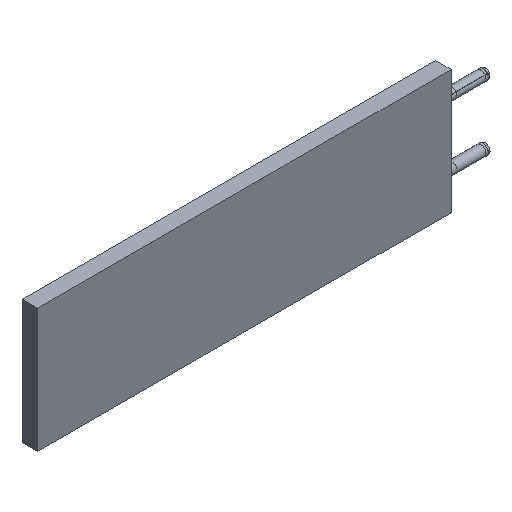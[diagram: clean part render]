
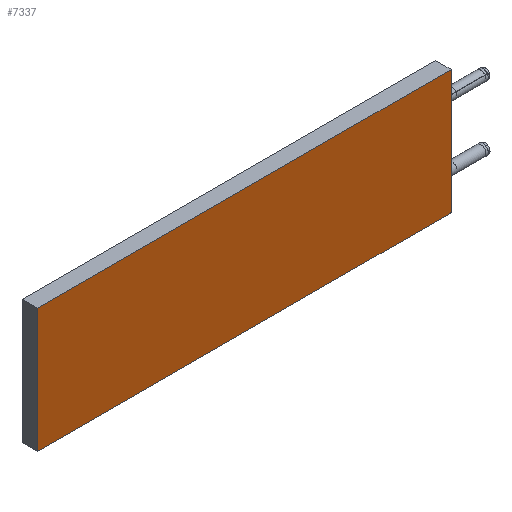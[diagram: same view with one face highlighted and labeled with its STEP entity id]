
A CAD part, isometric view. The second image highlights one B-rep face of the part: STEP entity #7337.
In plain terms, the highlighted planar face has unit normal (0, -1, 0).
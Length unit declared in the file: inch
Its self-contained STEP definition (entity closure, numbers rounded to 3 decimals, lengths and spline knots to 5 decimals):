
#88 = DIRECTION ( 'NONE',  ( 0., 0., -1. ) ) ;
#148 = ORIENTED_EDGE ( 'NONE', *, *, #9166, .F. ) ;
#443 = EDGE_CURVE ( 'NONE', #2005, #9259, #6664, .T. ) ;
#486 = CARTESIAN_POINT ( 'NONE',  ( 0., 0., 0. ) ) ;
#544 = DIRECTION ( 'NONE',  ( 0., 0., -1. ) ) ;
#1742 = DIRECTION ( 'NONE',  ( 1., 0., 0. ) ) ;
#2005 = VERTEX_POINT ( 'NONE', #9861 ) ;
#2511 = ORIENTED_EDGE ( 'NONE', *, *, #5791, .F. ) ;
#2672 = DIRECTION ( 'NONE',  ( 0., 0., 1. ) ) ;
#2727 = VECTOR ( 'NONE', #1742, 39.37008 ) ;
#2840 = VECTOR ( 'NONE', #6513, 39.37008 ) ;
#3892 = PLANE ( 'NONE',  #7904 ) ;
#4873 = CARTESIAN_POINT ( 'NONE',  ( -10., 0., 3. ) ) ;
#5518 = VECTOR ( 'NONE', #544, 39.37008 ) ;
#5537 = LINE ( 'NONE', #6109, #2727 ) ;
#5633 = CARTESIAN_POINT ( 'NONE',  ( 10., 0., 3. ) ) ;
#5791 = EDGE_CURVE ( 'NONE', #9259, #7280, #5537, .T. ) ;
#5792 = LINE ( 'NONE', #9996, #2840 ) ;
#6109 = CARTESIAN_POINT ( 'NONE',  ( -10., 0., 3. ) ) ;
#6323 = ORIENTED_EDGE ( 'NONE', *, *, #443, .F. ) ;
#6427 = ORIENTED_EDGE ( 'NONE', *, *, #9234, .F. ) ;
#6513 = DIRECTION ( 'NONE',  ( -1., 0., 0. ) ) ;
#6664 = LINE ( 'NONE', #7743, #10679 ) ;
#7090 = EDGE_LOOP ( 'NONE', ( #148, #2511, #6323, #6427 ) ) ;
#7266 = CARTESIAN_POINT ( 'NONE',  ( 10., 0., 3. ) ) ;
#7280 = VERTEX_POINT ( 'NONE', #7266 ) ;
#7337 = ADVANCED_FACE ( 'NONE', ( #9669 ), #3892, .T. ) ;
#7658 = DIRECTION ( 'NONE',  ( 0., -1., 0. ) ) ;
#7743 = CARTESIAN_POINT ( 'NONE',  ( -10., 0., 3. ) ) ;
#7904 = AXIS2_PLACEMENT_3D ( 'NONE', #486, #7658, #88 ) ;
#8636 = LINE ( 'NONE', #5633, #5518 ) ;
#9166 = EDGE_CURVE ( 'NONE', #7280, #11032, #8636, .T. ) ;
#9234 = EDGE_CURVE ( 'NONE', #11032, #2005, #5792, .T. ) ;
#9259 = VERTEX_POINT ( 'NONE', #4873 ) ;
#9669 = FACE_OUTER_BOUND ( 'NONE', #7090, .T. ) ;
#9861 = CARTESIAN_POINT ( 'NONE',  ( -10., 0., -3. ) ) ;
#9996 = CARTESIAN_POINT ( 'NONE',  ( -10., 0., -3. ) ) ;
#10028 = CARTESIAN_POINT ( 'NONE',  ( 10., 0., -3. ) ) ;
#10679 = VECTOR ( 'NONE', #2672, 39.37008 ) ;
#11032 = VERTEX_POINT ( 'NONE', #10028 ) ;
